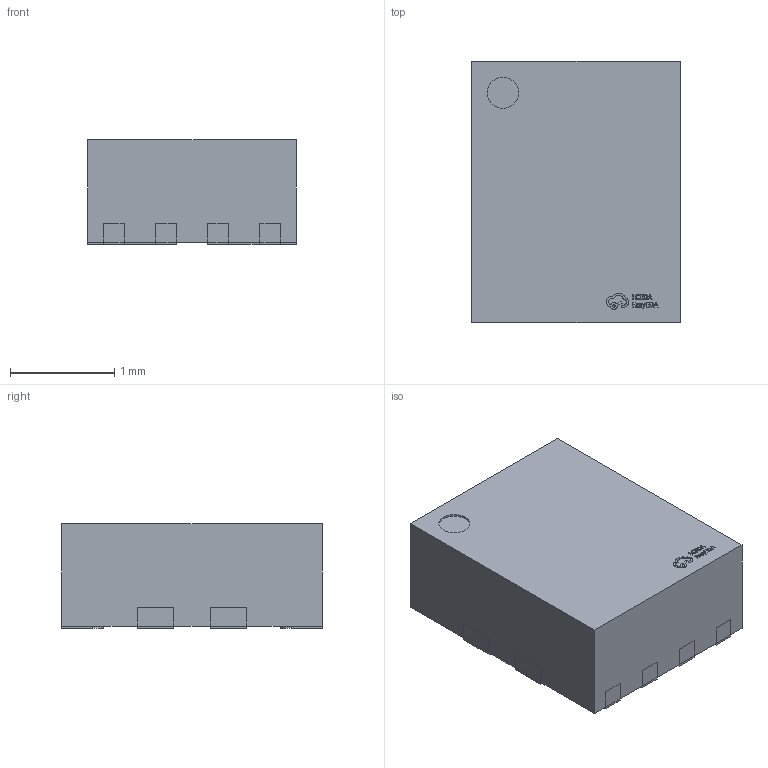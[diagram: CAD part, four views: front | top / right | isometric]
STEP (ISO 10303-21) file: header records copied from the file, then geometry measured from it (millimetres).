
FILE_DESCRIPTION (( 'STEP AP214' ), '1' );
FILE_NAME ('VQFN-HR-12_L2.5-W2.0-H1.0-P0.50-BL.step', '2022-07-15T04:19:43', ( '' ), ( '' ), 'SwSTEP 2.0', 'SolidWorks 2020', '' );
FILE_SCHEMA (( 'AUTOMOTIVE_DESIGN' ));
Length unit declared in the file: millimetre
Products named in the file (1): VQFN-HR-12_L2.5-W2.0-H1.0-P0.50-BL
Bounding box: 2 x 2.5 x 1 mm (x, y, z)
Volume: 4.9 mm3; surface area: 31.7 mm2
Topology: 38 solids, 38 shells, 557 faces, 1419 edges, 946 vertices
Faces by surface type: plane 377, bspline 112, cylinder 68
Entity records: 23792 total; most frequent: CARTESIAN_POINT 5027, ORIENTED_EDGE 2838, DIRECTION 2219, EDGE_CURVE 1419, VECTOR 1055, LINE 1055, VERTEX_POINT 946, AXIS2_PLACEMENT_3D 582
